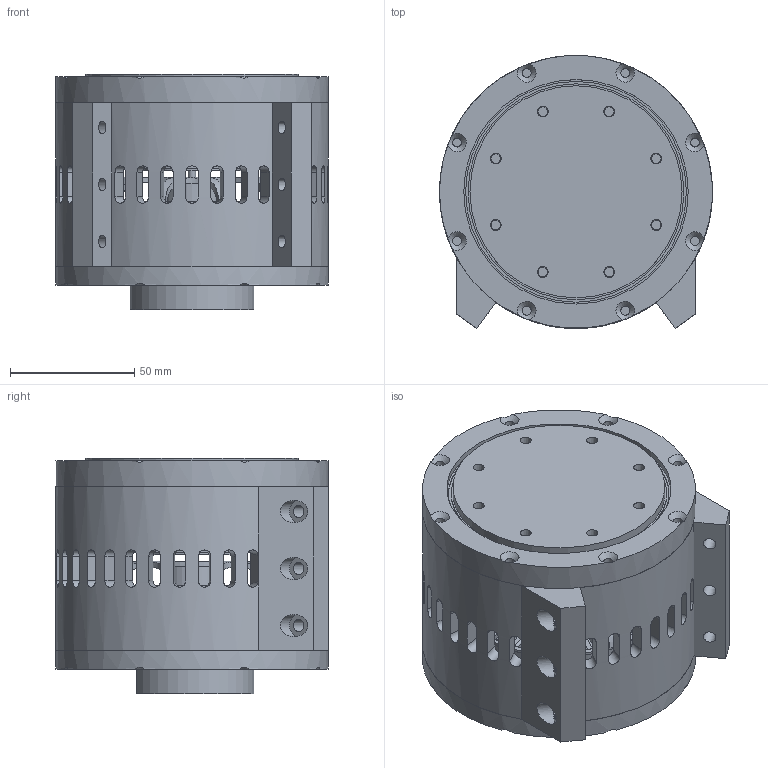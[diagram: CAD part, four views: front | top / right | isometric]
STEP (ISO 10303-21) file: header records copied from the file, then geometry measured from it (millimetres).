
FILE_DESCRIPTION(/* description */ (''),/* implementation_level */ '2;1');
FILE_NAME(/* name */ '734dbf13-ac2f-41f2-95b7-d6b34eef9904.stp',/* time_stamp */ '2019-02-13T14:27:43-08:00',/* author */ ('gabrael'),/* organization */ (''),/* preprocessor_version */ 'ST-DEVELOPER v17.2',/* originating_system */ 'Autodesk Translation Framework v7.6.0.251',/* authorisation */ '');
FILE_SCHEMA (('AUTOMOTIVE_DESIGN { 1 0 10303 214 3 1 1 }'));
Products named in the file (18): V2 Actuator; Healical Gear (72R@15.00); 6153K69; Component5 (2); Actuator Housing; Bearing Retainer; Planet Carrier A; Planet Carrier C; Planet Carrier B; Component12; Component11; Component1; Component2; cc; magnet; Component5 (1); Backplate; Encoder Cover
Assembly tree (21 placements, depth 2):
  V2 Actuator
    Healical Gear (72R@15.00)
    6153K69  x3
    Component5 (2)  x3
    Actuator Housing
    Bearing Retainer
    Planet Carrier A
    Planet Carrier C
    Planet Carrier B
    Component12
    Component11
    Component1
    Component2
    cc
    magnet
    Component5 (1)
    Backplate
    Encoder Cover
Bounding box: 110 x 110 x 95 mm (x, y, z)
Volume: 500707.9 mm3; surface area: 276609.8 mm2
Topology: 151 solids, 151 shells, 2698 faces, 7567 edges, 5122 vertices
Faces by surface type: cylinder 905, bspline 819, plane 808, cone 108, sphere 36, torus 22
Full cylindrical faces by diameter (mm): 2.075 x4, 3 x1, 3.332 x8, 3.5 x1, 3.6 x29, 3.88 x27, 4 x1, 4.14 x3, 4.8 x4, 5 x12, 5.3 x9, 6 x1, 9.533 x12, 11.467 x12, 12 x6, 14 x6, 15 x2, 15.208 x1, 16 x3, 16.2 x3, 22 x2, 24 x2, 25 x1, 28 x1, 40 x1, 42 x2, 52 x1, 54 x1, 80 x2, 85.331 x2
Entity records: 131369 total; most frequent: CARTESIAN_POINT 70849, ORIENTED_EDGE 14674, DIRECTION 9125, EDGE_CURVE 7337, VERTEX_POINT 4974, AXIS2_PLACEMENT_3D 3623, B_SPLINE_CURVE_WITH_KNOTS 3310, EDGE_LOOP 2917
